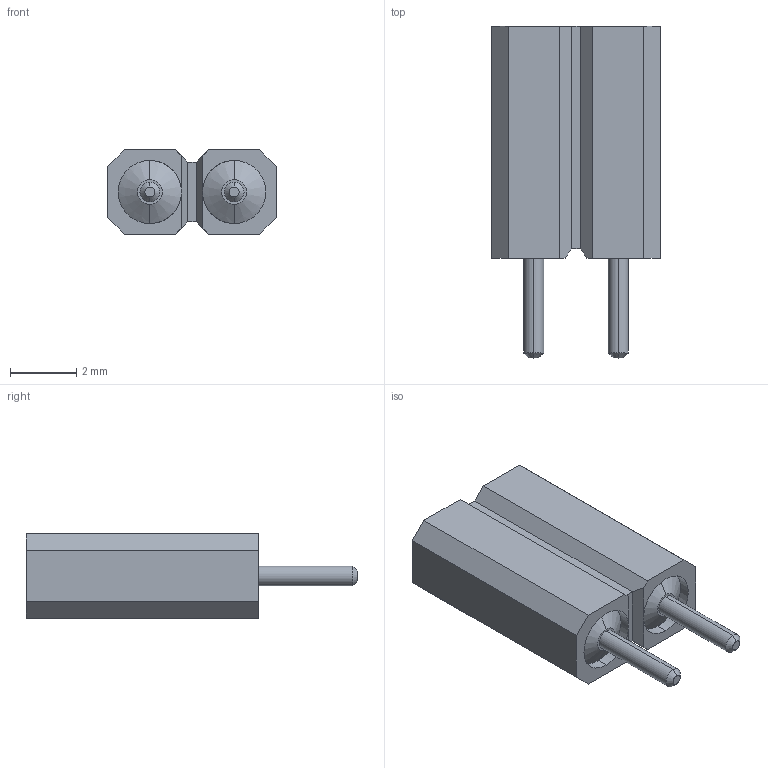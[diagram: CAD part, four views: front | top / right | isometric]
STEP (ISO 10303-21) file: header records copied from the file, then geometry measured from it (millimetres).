
FILE_DESCRIPTION (( 'STEP AP214' ), '1' );
FILE_NAME ('801-87-002-10-001101.STEP', '2020-04-11T06:49:49', ( '' ), ( '' ), 'SwSTEP 2.0', 'SolidWorks 2018', '' );
FILE_SCHEMA (( 'AUTOMOTIVE_DESIGN' ));
Length unit declared in the file: millimetre
Products named in the file (1): 801-87-002-10-001101
Bounding box: 5.08 x 10 x 2.54 mm (x, y, z)
Volume: 81.2 mm3; surface area: 413.2 mm2
Topology: 5 solids, 5 shells, 84 faces, 190 edges, 112 vertices
Faces by surface type: plane 32, cone 28, cylinder 24
Entity records: 2350 total; most frequent: DIRECTION 420, CARTESIAN_POINT 385, ORIENTED_EDGE 364, EDGE_CURVE 182, AXIS2_PLACEMENT_3D 155, VERTEX_POINT 112, VECTOR 110, LINE 110
